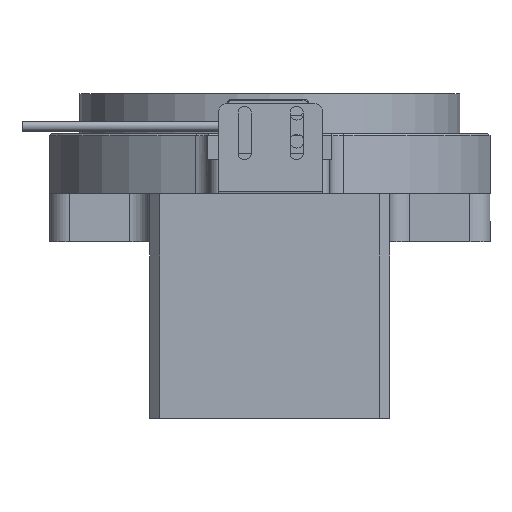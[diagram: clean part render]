
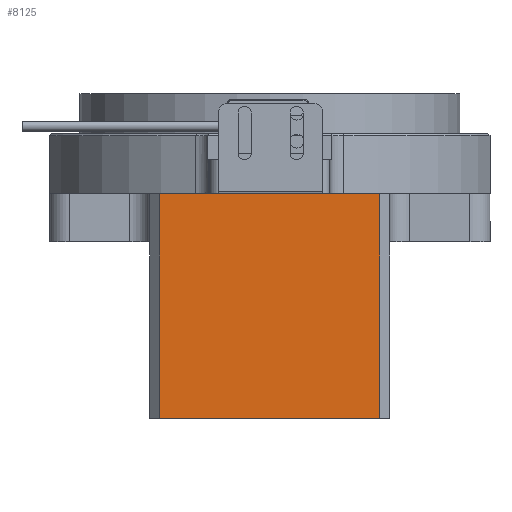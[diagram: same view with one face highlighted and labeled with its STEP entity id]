
A CAD part, front view. The second image highlights one B-rep face of the part: STEP entity #8125.
In plain terms, the highlighted planar face has unit normal (0, -1, 0).
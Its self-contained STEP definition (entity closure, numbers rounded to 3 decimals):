
#483 = ORIENTED_EDGE ( 'NONE', *, *, #8287, .T. ) ;
#564 = LINE ( 'NONE', #4630, #8896 ) ;
#684 = EDGE_CURVE ( 'NONE', #5153, #3990, #3465, .T. ) ;
#928 = EDGE_LOOP ( 'NONE', ( #5112, #483, #5115, #3901 ) ) ;
#992 = VERTEX_POINT ( 'NONE', #2021 ) ;
#1233 = CARTESIAN_POINT ( 'NONE',  ( -27.5, -84., 12. ) ) ;
#1306 = LINE ( 'NONE', #4118, #2735 ) ;
#1540 = AXIS2_PLACEMENT_3D ( 'NONE', #1918, #2577, #4728 ) ;
#1918 = CARTESIAN_POINT ( 'NONE',  ( -27.5, -84., 37. ) ) ;
#2021 = CARTESIAN_POINT ( 'NONE',  ( -27.5, -84., -44. ) ) ;
#2577 = DIRECTION ( 'NONE',  ( 0., 1., 0. ) ) ;
#2616 = PLANE ( 'NONE',  #1540 ) ;
#2728 = CARTESIAN_POINT ( 'NONE',  ( -27.5, -84., 12. ) ) ;
#2735 = VECTOR ( 'NONE', #4214, 1000. ) ;
#3199 = VERTEX_POINT ( 'NONE', #8061 ) ;
#3465 = LINE ( 'NONE', #2728, #6813 ) ;
#3489 = DIRECTION ( 'NONE',  ( 0., 0., -1. ) ) ;
#3502 = DIRECTION ( 'NONE',  ( 1., 0., 0. ) ) ;
#3901 = ORIENTED_EDGE ( 'NONE', *, *, #8465, .F. ) ;
#3990 = VERTEX_POINT ( 'NONE', #4642 ) ;
#4118 = CARTESIAN_POINT ( 'NONE',  ( 27.5, -84., -44. ) ) ;
#4214 = DIRECTION ( 'NONE',  ( -1., 0., 0. ) ) ;
#4630 = CARTESIAN_POINT ( 'NONE',  ( 27.5, -84., 37. ) ) ;
#4642 = CARTESIAN_POINT ( 'NONE',  ( 27.5, -84., 12. ) ) ;
#4728 = DIRECTION ( 'NONE',  ( -1., 0., 0. ) ) ;
#5112 = ORIENTED_EDGE ( 'NONE', *, *, #684, .F. ) ;
#5115 = ORIENTED_EDGE ( 'NONE', *, *, #8626, .F. ) ;
#5153 = VERTEX_POINT ( 'NONE', #1233 ) ;
#5461 = FACE_OUTER_BOUND ( 'NONE', #928, .T. ) ;
#6534 = VECTOR ( 'NONE', #3489, 1000. ) ;
#6699 = DIRECTION ( 'NONE',  ( 0., 0., -1. ) ) ;
#6813 = VECTOR ( 'NONE', #3502, 1000. ) ;
#7070 = CARTESIAN_POINT ( 'NONE',  ( -27.5, -84., 37. ) ) ;
#7851 = LINE ( 'NONE', #7070, #6534 ) ;
#8061 = CARTESIAN_POINT ( 'NONE',  ( 27.5, -84., -44. ) ) ;
#8125 = ADVANCED_FACE ( 'NONE', ( #5461 ), #2616, .F. ) ;
#8287 = EDGE_CURVE ( 'NONE', #5153, #992, #7851, .T. ) ;
#8465 = EDGE_CURVE ( 'NONE', #3990, #3199, #564, .T. ) ;
#8626 = EDGE_CURVE ( 'NONE', #3199, #992, #1306, .T. ) ;
#8896 = VECTOR ( 'NONE', #6699, 1000. ) ;
